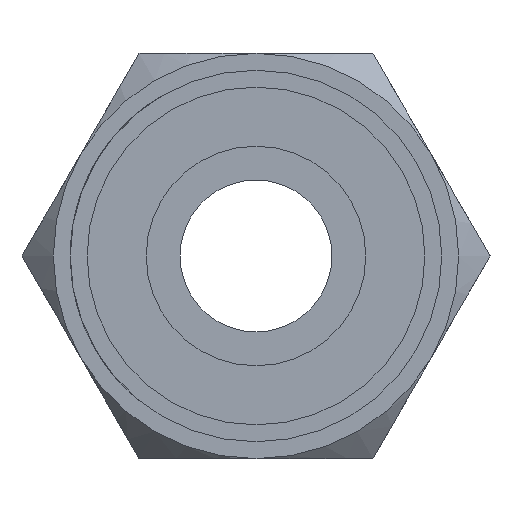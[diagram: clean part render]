
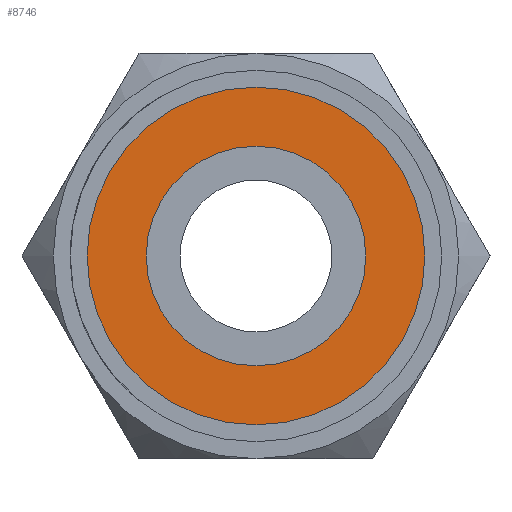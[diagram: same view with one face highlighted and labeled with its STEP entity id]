
A CAD part, left-side view. The second image highlights one B-rep face of the part: STEP entity #8746.
In plain terms, the highlighted planar face has unit normal (-1, 0, 0).
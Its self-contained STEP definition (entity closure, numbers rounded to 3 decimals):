
#19 = DIRECTION ( 'NONE',  ( -1., 0., 0. ) ) ;
#36 = ORIENTED_EDGE ( 'NONE', *, *, #1885, .F. ) ;
#572 = CIRCLE ( 'NONE', #5179, 10. ) ;
#688 = FACE_BOUND ( 'NONE', #7619, .T. ) ;
#858 = DIRECTION ( 'NONE',  ( 0., 0., 1. ) ) ;
#904 = DIRECTION ( 'NONE',  ( 0., 0., 1. ) ) ;
#973 = VERTEX_POINT ( 'NONE', #5531 ) ;
#1315 = DIRECTION ( 'NONE',  ( 0., 0., 1. ) ) ;
#1367 = FACE_OUTER_BOUND ( 'NONE', #5384, .T. ) ;
#1489 = DIRECTION ( 'NONE',  ( -1., 0., 0. ) ) ;
#1885 = EDGE_CURVE ( 'NONE', #8763, #4313, #8074, .T. ) ;
#1948 = CARTESIAN_POINT ( 'NONE',  ( 0., 0., -10. ) ) ;
#2026 = EDGE_CURVE ( 'NONE', #973, #4798, #572, .T. ) ;
#2040 = CARTESIAN_POINT ( 'NONE',  ( 0., 0., 6.5 ) ) ;
#2608 = AXIS2_PLACEMENT_3D ( 'NONE', #3340, #7418, #6901 ) ;
#2671 = CARTESIAN_POINT ( 'NONE',  ( 0., 0., 0. ) ) ;
#3239 = DIRECTION ( 'NONE',  ( 0., 0., 1. ) ) ;
#3340 = CARTESIAN_POINT ( 'NONE',  ( 0., 0., 0. ) ) ;
#3442 = CARTESIAN_POINT ( 'NONE',  ( 0., 0., -6.5 ) ) ;
#3592 = EDGE_CURVE ( 'NONE', #4313, #8763, #3896, .T. ) ;
#3896 = CIRCLE ( 'NONE', #2608, 6.5 ) ;
#4170 = AXIS2_PLACEMENT_3D ( 'NONE', #2671, #7502, #1315 ) ;
#4285 = DIRECTION ( 'NONE',  ( -1., 0., 0. ) ) ;
#4313 = VERTEX_POINT ( 'NONE', #2040 ) ;
#4328 = CARTESIAN_POINT ( 'NONE',  ( 0., 0., 0. ) ) ;
#4798 = VERTEX_POINT ( 'NONE', #1948 ) ;
#4835 = CARTESIAN_POINT ( 'NONE',  ( 0., 0., 0. ) ) ;
#5179 = AXIS2_PLACEMENT_3D ( 'NONE', #4328, #1489, #904 ) ;
#5384 = EDGE_LOOP ( 'NONE', ( #5810, #5652 ) ) ;
#5531 = CARTESIAN_POINT ( 'NONE',  ( 0., 0., 10. ) ) ;
#5652 = ORIENTED_EDGE ( 'NONE', *, *, #6210, .T. ) ;
#5810 = ORIENTED_EDGE ( 'NONE', *, *, #2026, .T. ) ;
#6210 = EDGE_CURVE ( 'NONE', #4798, #973, #6943, .T. ) ;
#6350 = ORIENTED_EDGE ( 'NONE', *, *, #3592, .F. ) ;
#6365 = AXIS2_PLACEMENT_3D ( 'NONE', #6512, #4285, #858 ) ;
#6512 = CARTESIAN_POINT ( 'NONE',  ( 0., 0., 0. ) ) ;
#6671 = PLANE ( 'NONE',  #7434 ) ;
#6901 = DIRECTION ( 'NONE',  ( 0., 0., 1. ) ) ;
#6943 = CIRCLE ( 'NONE', #6365, 10. ) ;
#7418 = DIRECTION ( 'NONE',  ( -1., 0., 0. ) ) ;
#7434 = AXIS2_PLACEMENT_3D ( 'NONE', #4835, #19, #3239 ) ;
#7502 = DIRECTION ( 'NONE',  ( -1., 0., 0. ) ) ;
#7619 = EDGE_LOOP ( 'NONE', ( #6350, #36 ) ) ;
#8074 = CIRCLE ( 'NONE', #4170, 6.5 ) ;
#8746 = ADVANCED_FACE ( 'NONE', ( #688, #1367 ), #6671, .T. ) ;
#8763 = VERTEX_POINT ( 'NONE', #3442 ) ;
